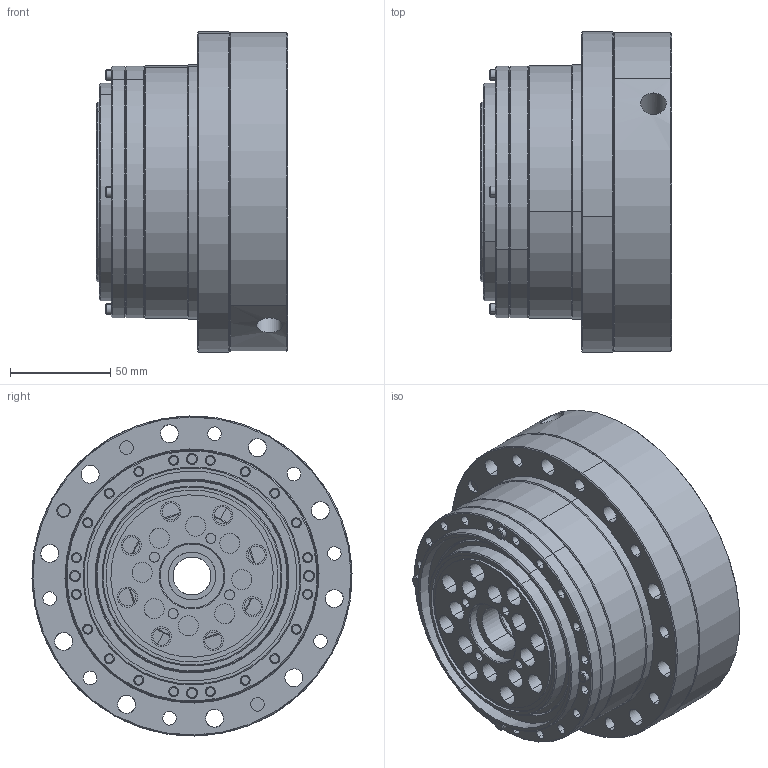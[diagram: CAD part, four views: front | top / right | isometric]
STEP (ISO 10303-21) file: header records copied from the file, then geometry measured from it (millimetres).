
FILE_DESCRIPTION (( 'STEP AP203' ), '1' );
FILE_NAME ('CSG-40-□-19-70-90-M6(緊迫型).STEP', '2017-04-19T03:15:31', ( '' ), ( '' ), 'SwSTEP 2.0', 'SolidWorks 2012', '' );
FILE_SCHEMA (( 'CONFIG_CONTROL_DESIGN' ));
Length unit declared in the file: millimetre
Products named in the file (16): CSG-40-□-19-70-90-M6(緊迫型); O型環S20; ISO 4762_M5 X 0~8_20_SIMP; ISO 4762_M8 X 1~25_25_SIMP; SPB90緊迫環; CSG-40入力座70-90-M6(緊迫型); 40型-波型產生器-緊迫型Φ19; CSG-40-2UH 鋼輪; CSG-40型-柔輪卡盤; CSG-40型-柔輪; 3E815KAT2-柔性軸承外徑100; CSG-40-XX-2UH 交叉軸承; CSG-40-XX-2UH 滾柱; CSG-40-XX-2UH 交叉軸承-後; CSG-40-XX-2UH 交叉軸承-前; CSG-40-XX-2UH 交叉軸承-中
Assembly tree (15 placements, depth 3):
  CSG-40-□-19-70-90-M6(緊迫型)
    CSG-40-XX-2UH 交叉軸承
      CSG-40-XX-2UH 交叉軸承-中
      CSG-40-XX-2UH 交叉軸承-前
      CSG-40-XX-2UH 交叉軸承-後
      CSG-40-XX-2UH 滾柱
    3E815KAT2-柔性軸承外徑100
    CSG-40型-柔輪
    CSG-40型-柔輪卡盤
    CSG-40-2UH 鋼輪
    40型-波型產生器-緊迫型Φ19
    CSG-40入力座70-90-M6(緊迫型)
    SPB90緊迫環
    ISO 4762_M8 X 1~25_25_SIMP
    ISO 4762_M5 X 0~8_20_SIMP
    O型環S20
Bounding box: 95.5 x 159.98 x 159.98 mm (x, y, z)
Volume: 992867.7 mm3; surface area: 317643.2 mm2
Topology: 14 solids, 14 shells, 996 faces, 2304 edges, 1400 vertices
Faces by surface type: cylinder 467, cone 371, plane 126, torus 28, bspline 4
Entity records: 31116 total; most frequent: DIRECTION 5628, CARTESIAN_POINT 5237, ORIENTED_EDGE 4592, AXIS2_PLACEMENT_3D 2359, EDGE_CURVE 2296, VERTEX_POINT 1400, EDGE_LOOP 1354, CIRCLE 1348
